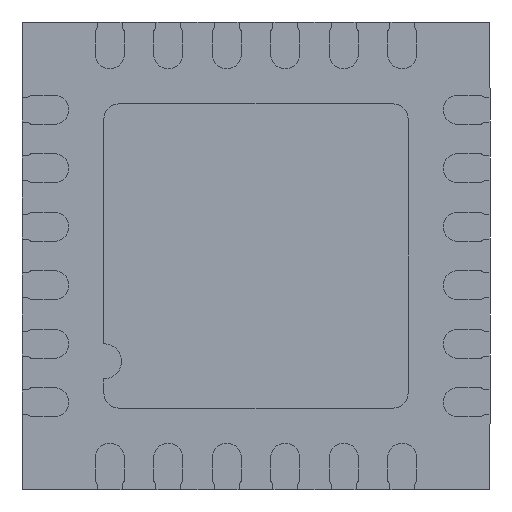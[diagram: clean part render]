
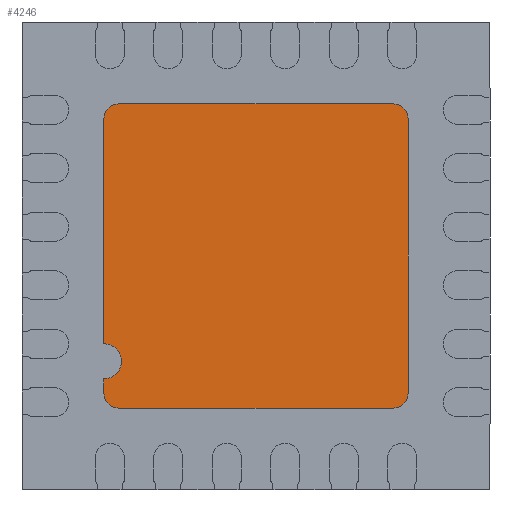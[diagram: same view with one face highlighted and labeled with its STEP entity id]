
A CAD part, front view. The second image highlights one B-rep face of the part: STEP entity #4246.
In plain terms, the highlighted planar face has unit normal (0, -1, 0).
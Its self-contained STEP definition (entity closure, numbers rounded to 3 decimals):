
#104 = DIRECTION ( 'NONE',  ( 0., 0., -1. ) ) ;
#281 = AXIS2_PLACEMENT_3D ( 'NONE', #11909, #4952, #104 ) ;
#300 = ORIENTED_EDGE ( 'NONE', *, *, #11202, .T. ) ;
#357 = VECTOR ( 'NONE', #11258, 1000. ) ;
#631 = DIRECTION ( 'NONE',  ( 0., 0., -1. ) ) ;
#756 = ORIENTED_EDGE ( 'NONE', *, *, #8032, .T. ) ;
#799 = EDGE_CURVE ( 'NONE', #1131, #10954, #14069, .T. ) ;
#840 = CARTESIAN_POINT ( 'NONE',  ( 1.175, 0., 1.3 ) ) ;
#934 = CIRCLE ( 'NONE', #1673, 0.125 ) ;
#963 = ORIENTED_EDGE ( 'NONE', *, *, #9624, .T. ) ;
#964 = VECTOR ( 'NONE', #10973, 1000. ) ;
#1038 = CARTESIAN_POINT ( 'NONE',  ( -1.3, 0., -0.75 ) ) ;
#1090 = CARTESIAN_POINT ( 'NONE',  ( -1.3, 0., -1.175 ) ) ;
#1096 = CIRCLE ( 'NONE', #8258, 0.125 ) ;
#1131 = VERTEX_POINT ( 'NONE', #12808 ) ;
#1234 = VERTEX_POINT ( 'NONE', #1090 ) ;
#1673 = AXIS2_PLACEMENT_3D ( 'NONE', #2332, #4491, #13908 ) ;
#1894 = EDGE_CURVE ( 'NONE', #9548, #8593, #7650, .T. ) ;
#2320 = CARTESIAN_POINT ( 'NONE',  ( -1.3, 0., -1.175 ) ) ;
#2332 = CARTESIAN_POINT ( 'NONE',  ( 1.175, 0., 1.175 ) ) ;
#2400 = VERTEX_POINT ( 'NONE', #11545 ) ;
#2862 = CARTESIAN_POINT ( 'NONE',  ( 1.175, 0., 1.3 ) ) ;
#2882 = DIRECTION ( 'NONE',  ( 0., 0., -1. ) ) ;
#3510 = LINE ( 'NONE', #1038, #14830 ) ;
#3628 = VERTEX_POINT ( 'NONE', #5379 ) ;
#4097 = DIRECTION ( 'NONE',  ( 0., 0., 1. ) ) ;
#4177 = LINE ( 'NONE', #4267, #11884 ) ;
#4194 = EDGE_CURVE ( 'NONE', #2400, #8655, #3510, .T. ) ;
#4246 = ADVANCED_FACE ( 'NONE', ( #7130 ), #12133, .T. ) ;
#4267 = CARTESIAN_POINT ( 'NONE',  ( 1.3, 0., -1.175 ) ) ;
#4398 = EDGE_CURVE ( 'NONE', #10954, #3628, #4177, .T. ) ;
#4491 = DIRECTION ( 'NONE',  ( 0., -1., 0. ) ) ;
#4952 = DIRECTION ( 'NONE',  ( 0., -1., 0. ) ) ;
#4996 = VECTOR ( 'NONE', #10498, 1000. ) ;
#5186 = EDGE_LOOP ( 'NONE', ( #300, #13982, #5461, #5896, #13703, #756, #14961, #963, #9533, #9892 ) ) ;
#5187 = DIRECTION ( 'NONE',  ( 0., 1., 0. ) ) ;
#5379 = CARTESIAN_POINT ( 'NONE',  ( 1.3, 0., 1.175 ) ) ;
#5461 = ORIENTED_EDGE ( 'NONE', *, *, #14778, .T. ) ;
#5474 = DIRECTION ( 'NONE',  ( 0., 0., 1. ) ) ;
#5896 = ORIENTED_EDGE ( 'NONE', *, *, #4194, .T. ) ;
#6062 = CARTESIAN_POINT ( 'NONE',  ( -1.175, 0., 1.175 ) ) ;
#6411 = AXIS2_PLACEMENT_3D ( 'NONE', #11287, #13913, #631 ) ;
#6465 = CARTESIAN_POINT ( 'NONE',  ( 1.175, 0., -1.3 ) ) ;
#7130 = FACE_OUTER_BOUND ( 'NONE', #5186, .T. ) ;
#7650 = LINE ( 'NONE', #2862, #964 ) ;
#8032 = EDGE_CURVE ( 'NONE', #9237, #1234, #11660, .T. ) ;
#8258 = AXIS2_PLACEMENT_3D ( 'NONE', #13812, #11347, #5474 ) ;
#8477 = DIRECTION ( 'NONE',  ( 0., 0., -1. ) ) ;
#8593 = VERTEX_POINT ( 'NONE', #10849 ) ;
#8655 = VERTEX_POINT ( 'NONE', #11999 ) ;
#9111 = CIRCLE ( 'NONE', #15025, 0.15 ) ;
#9237 = VERTEX_POINT ( 'NONE', #10116 ) ;
#9259 = EDGE_CURVE ( 'NONE', #1234, #12672, #1096, .T. ) ;
#9533 = ORIENTED_EDGE ( 'NONE', *, *, #799, .T. ) ;
#9548 = VERTEX_POINT ( 'NONE', #840 ) ;
#9624 = EDGE_CURVE ( 'NONE', #12672, #1131, #10022, .T. ) ;
#9892 = ORIENTED_EDGE ( 'NONE', *, *, #4398, .T. ) ;
#10022 = LINE ( 'NONE', #6465, #357 ) ;
#10116 = CARTESIAN_POINT ( 'NONE',  ( -1.3, 0., -1.05 ) ) ;
#10498 = DIRECTION ( 'NONE',  ( 0., 0., -1. ) ) ;
#10722 = CARTESIAN_POINT ( 'NONE',  ( -1.175, 0., -1.3 ) ) ;
#10777 = DIRECTION ( 'NONE',  ( 0., -1., 0. ) ) ;
#10849 = CARTESIAN_POINT ( 'NONE',  ( -1.175, 0., 1.3 ) ) ;
#10954 = VERTEX_POINT ( 'NONE', #11979 ) ;
#10973 = DIRECTION ( 'NONE',  ( -1., 0., 0. ) ) ;
#11202 = EDGE_CURVE ( 'NONE', #3628, #9548, #934, .T. ) ;
#11258 = DIRECTION ( 'NONE',  ( 1., 0., 0. ) ) ;
#11287 = CARTESIAN_POINT ( 'NONE',  ( 1.175, 0., -1.175 ) ) ;
#11347 = DIRECTION ( 'NONE',  ( 0., -1., 0. ) ) ;
#11545 = CARTESIAN_POINT ( 'NONE',  ( -1.3, 0., 1.175 ) ) ;
#11600 = CIRCLE ( 'NONE', #13562, 0.125 ) ;
#11660 = LINE ( 'NONE', #2320, #4996 ) ;
#11884 = VECTOR ( 'NONE', #4097, 1000. ) ;
#11909 = CARTESIAN_POINT ( 'NONE',  ( 1.175, 0., 1.175 ) ) ;
#11979 = CARTESIAN_POINT ( 'NONE',  ( 1.3, 0., -1.175 ) ) ;
#11999 = CARTESIAN_POINT ( 'NONE',  ( -1.3, 0., -0.75 ) ) ;
#12133 = PLANE ( 'NONE',  #281 ) ;
#12143 = CARTESIAN_POINT ( 'NONE',  ( -1.3, 0., -0.9 ) ) ;
#12672 = VERTEX_POINT ( 'NONE', #10722 ) ;
#12808 = CARTESIAN_POINT ( 'NONE',  ( 1.175, 0., -1.3 ) ) ;
#13562 = AXIS2_PLACEMENT_3D ( 'NONE', #6062, #10777, #8477 ) ;
#13703 = ORIENTED_EDGE ( 'NONE', *, *, #13966, .T. ) ;
#13812 = CARTESIAN_POINT ( 'NONE',  ( -1.175, 0., -1.175 ) ) ;
#13908 = DIRECTION ( 'NONE',  ( 0., 0., -1. ) ) ;
#13913 = DIRECTION ( 'NONE',  ( 0., -1., 0. ) ) ;
#13966 = EDGE_CURVE ( 'NONE', #8655, #9237, #9111, .T. ) ;
#13982 = ORIENTED_EDGE ( 'NONE', *, *, #1894, .T. ) ;
#14069 = CIRCLE ( 'NONE', #6411, 0.125 ) ;
#14778 = EDGE_CURVE ( 'NONE', #8593, #2400, #11600, .T. ) ;
#14830 = VECTOR ( 'NONE', #15086, 1000. ) ;
#14961 = ORIENTED_EDGE ( 'NONE', *, *, #9259, .T. ) ;
#15025 = AXIS2_PLACEMENT_3D ( 'NONE', #12143, #5187, #2882 ) ;
#15086 = DIRECTION ( 'NONE',  ( 0., 0., -1. ) ) ;
